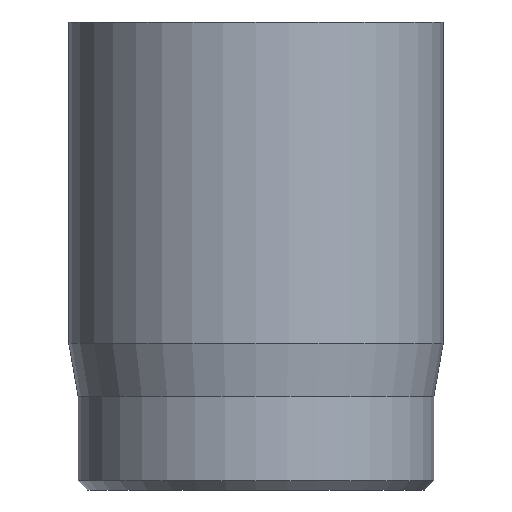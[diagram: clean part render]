
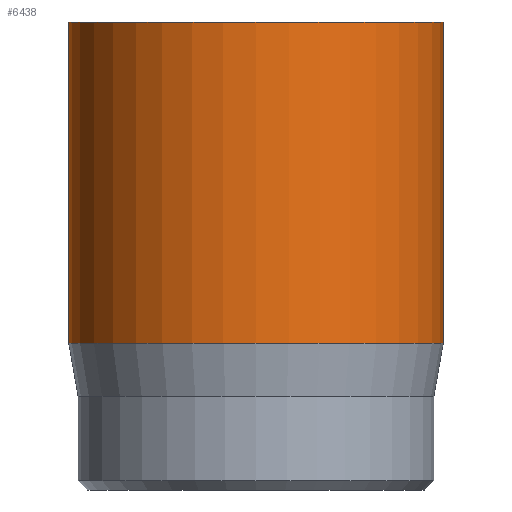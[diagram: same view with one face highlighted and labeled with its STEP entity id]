
A CAD part, front view. The second image highlights one B-rep face of the part: STEP entity #6438.
In plain terms, the highlighted cylindrical face has radius 2 mm (diameter 4 mm), a full revolution.
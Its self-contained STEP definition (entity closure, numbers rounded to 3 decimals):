
#43=CYLINDRICAL_SURFACE('',#6685,2.);
#62=CIRCLE('',#6660,2.);
#73=CIRCLE('',#6683,2.);
#74=CIRCLE('',#6684,2.);
#530=FACE_OUTER_BOUND('',#910,.T.);
#910=EDGE_LOOP('',(#5547,#5548,#5549,#5550,#5551));
#1388=LINE('',#11617,#1874);
#1874=VECTOR('',#7383,2.);
#2899=VERTEX_POINT('',#11572);
#2910=VERTEX_POINT('',#11611);
#2911=VERTEX_POINT('',#11612);
#3795=EDGE_CURVE('',#2899,#2899,#62,.T.);
#3811=EDGE_CURVE('',#2910,#2911,#73,.T.);
#3812=EDGE_CURVE('',#2911,#2910,#74,.T.);
#3814=EDGE_CURVE('',#2899,#2910,#1388,.T.);
#5547=ORIENTED_EDGE('',*,*,#3795,.T.);
#5548=ORIENTED_EDGE('',*,*,#3814,.T.);
#5549=ORIENTED_EDGE('',*,*,#3811,.T.);
#5550=ORIENTED_EDGE('',*,*,#3812,.T.);
#5551=ORIENTED_EDGE('',*,*,#3814,.F.);
#6438=ADVANCED_FACE('',(#530),#43,.T.);
#6660=AXIS2_PLACEMENT_3D('',#11573,#7325,#7326);
#6683=AXIS2_PLACEMENT_3D('',#11613,#7376,#7377);
#6684=AXIS2_PLACEMENT_3D('',#11614,#7378,#7379);
#6685=AXIS2_PLACEMENT_3D('',#11616,#7381,#7382);
#7325=DIRECTION('center_axis',(0.,0.,-1.));
#7326=DIRECTION('ref_axis',(-1.,0.,0.));
#7376=DIRECTION('center_axis',(0.,0.,1.));
#7377=DIRECTION('ref_axis',(-1.,0.,0.));
#7378=DIRECTION('center_axis',(0.,0.,1.));
#7379=DIRECTION('ref_axis',(-1.,0.,0.));
#7381=DIRECTION('center_axis',(0.,0.,1.));
#7382=DIRECTION('ref_axis',(-1.,0.,0.));
#7383=DIRECTION('',(0.,0.,-1.));
#11572=CARTESIAN_POINT('',(2.,0.,5.));
#11573=CARTESIAN_POINT('Origin',(0.,0.,5.));
#11611=CARTESIAN_POINT('',(2.,0.,1.567));
#11612=CARTESIAN_POINT('',(-2.,0.,1.567));
#11613=CARTESIAN_POINT('Origin',(0.,0.,1.567));
#11614=CARTESIAN_POINT('Origin',(0.,0.,1.567));
#11616=CARTESIAN_POINT('Origin',(0.,0.,0.));
#11617=CARTESIAN_POINT('',(2.,0.,0.));
